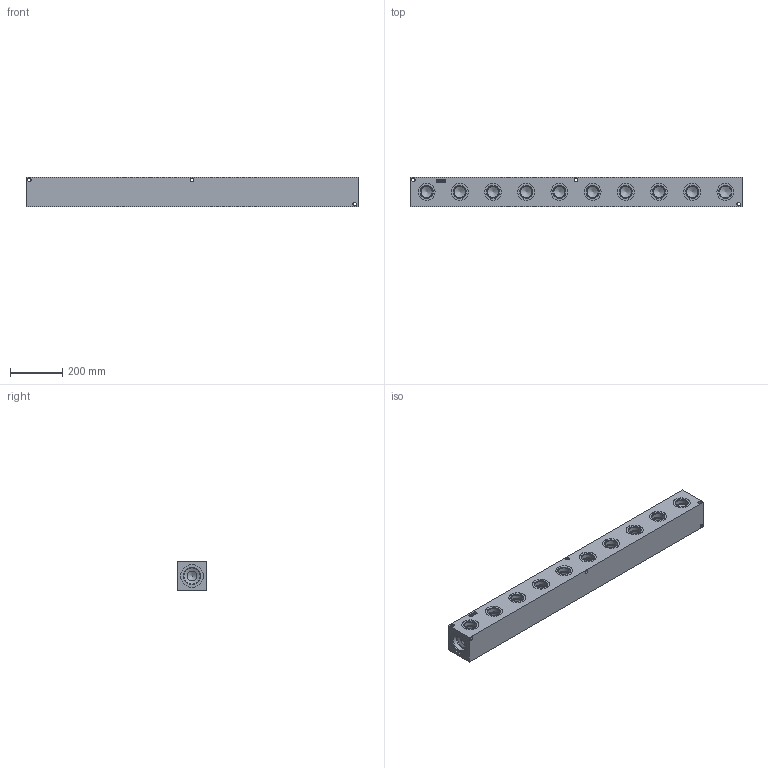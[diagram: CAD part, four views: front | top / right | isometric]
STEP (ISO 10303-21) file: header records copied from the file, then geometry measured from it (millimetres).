
FILE_DESCRIPTION(/* description */ (''),/* implementation_level */ '2;1');
FILE_NAME(/* name */ '_H0001024S.stp',/* time_stamp */ '2020-08-18T08:56:52-04:00',/* author */ ('alexanderw'),/* organization */ (''),/* preprocessor_version */ 'ST-DEVELOPER v17',/* originating_system */ 'Autodesk Inventor 2019',/* authorisation */ '');
FILE_SCHEMA (('AUTOMOTIVE_DESIGN { 1 0 10303 214 3 1 1 }'));
Length unit declared in the file: millimetre
Products named in the file (1): Part_+H0001024S_3D
Bounding box: 1270 x 114.3 x 114.3 mm (x, y, z)
Volume: 15622534.4 mm3; surface area: 696555.4 mm2
Topology: 1 solids, 1 shells, 445 faces, 1209 edges, 811 vertices
Faces by surface type: plane 244, bspline 84, cylinder 70, cone 47
Full cylindrical faces by diameter (mm): 13.487 x12, 42.875 x9, 45.568 x10, 47.625 x10, 48.057 x10, 50.8 x1, 61.443 x2, 63.5 x2, 63.957 x2, 65.126 x10, 88.138 x2
Entity records: 14808 total; most frequent: CARTESIAN_POINT 3546, ORIENTED_EDGE 2394, DIRECTION 2008, EDGE_CURVE 1197, VERTEX_POINT 811, LINE 774, VECTOR 774, AXIS2_PLACEMENT_3D 617
